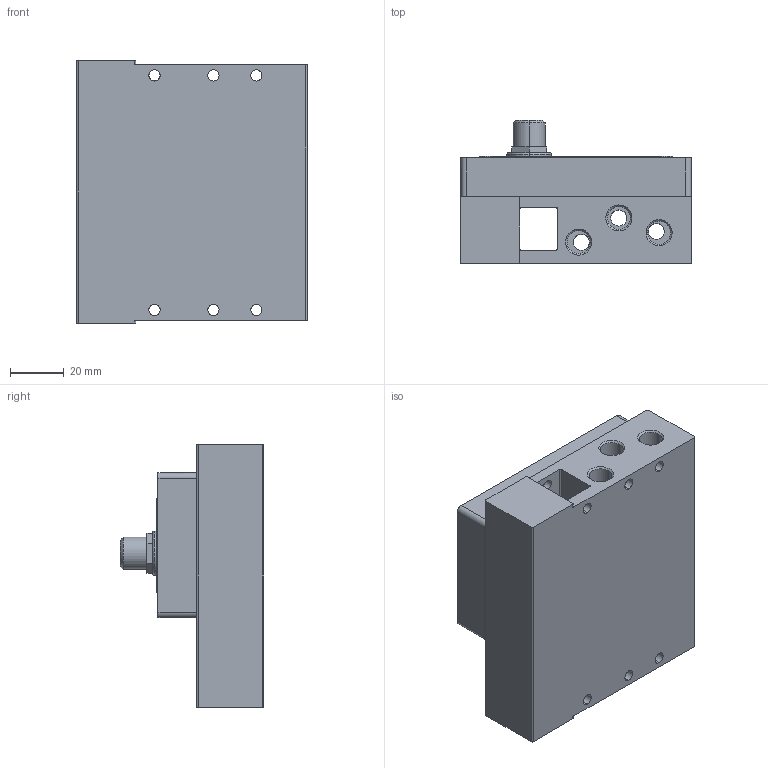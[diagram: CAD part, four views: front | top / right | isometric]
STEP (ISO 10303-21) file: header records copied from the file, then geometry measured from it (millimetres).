
FILE_DESCRIPTION (( 'STEP AP203' ), '1' );
FILE_NAME ('ES1V-2FLK16.STEP', '2022-08-02T08:39:01', ( '' ), ( '' ), 'SwSTEP 2.0', 'SolidWorks 2022', '' );
FILE_SCHEMA (( 'CONFIG_CONTROL_DESIGN' ));
Length unit declared in the file: millimetre
Products named in the file (1): ES1V-2FLK16
Bounding box: 86 x 53.6 x 98 mm (x, y, z)
Volume: 243584 mm3; surface area: 43335.3 mm2
Topology: 1 solids, 1 shells, 179 faces, 434 edges, 280 vertices
Faces by surface type: cylinder 88, plane 55, cone 24, bspline 12
Entity records: 5569 total; most frequent: CARTESIAN_POINT 1110, DIRECTION 986, ORIENTED_EDGE 868, EDGE_CURVE 434, AXIS2_PLACEMENT_3D 396, VERTEX_POINT 280, CIRCLE 228, EDGE_LOOP 226
